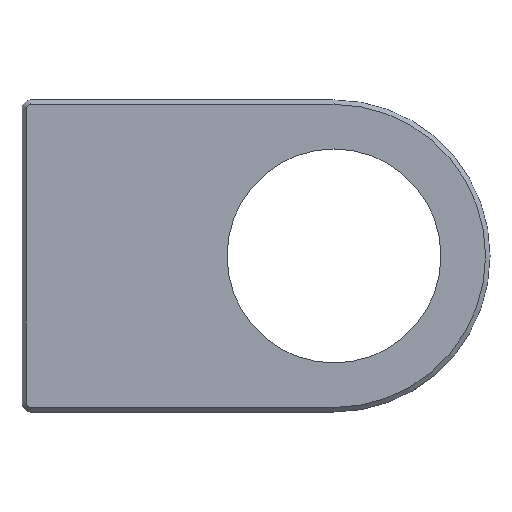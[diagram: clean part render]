
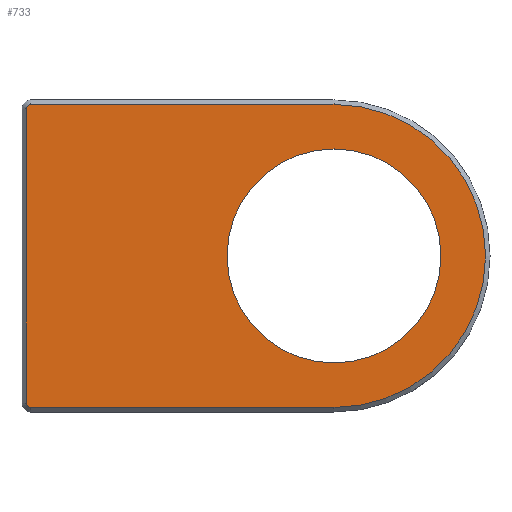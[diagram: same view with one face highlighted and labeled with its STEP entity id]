
A CAD part, top view. The second image highlights one B-rep face of the part: STEP entity #733.
In plain terms, the highlighted planar face has unit normal (0, 0, 1).
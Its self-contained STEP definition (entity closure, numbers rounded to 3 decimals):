
#4 = ORIENTED_EDGE ( 'NONE', *, *, #264, .F. ) ;
#19 = CARTESIAN_POINT ( 'NONE',  ( 0., 0., 5. ) ) ;
#20 = DIRECTION ( 'NONE',  ( -1., 0., 0. ) ) ;
#79 = VERTEX_POINT ( 'NONE', #875 ) ;
#94 = FACE_OUTER_BOUND ( 'NONE', #464, .T. ) ;
#109 = DIRECTION ( 'NONE',  ( 0., 0., 1. ) ) ;
#136 = EDGE_CURVE ( 'NONE', #79, #535, #178, .T. ) ;
#156 = VECTOR ( 'NONE', #20, 1000. ) ;
#163 = DIRECTION ( 'NONE',  ( 1., 0., 0. ) ) ;
#165 = ORIENTED_EDGE ( 'NONE', *, *, #136, .T. ) ;
#174 = VECTOR ( 'NONE', #222, 1000. ) ;
#175 = CIRCLE ( 'NONE', #927, 17. ) ;
#176 = FACE_BOUND ( 'NONE', #737, .T. ) ;
#178 = LINE ( 'NONE', #494, #799 ) ;
#179 = EDGE_CURVE ( 'NONE', #907, #332, #225, .T. ) ;
#188 = CIRCLE ( 'NONE', #683, 12. ) ;
#218 = VERTEX_POINT ( 'NONE', #653 ) ;
#222 = DIRECTION ( 'NONE',  ( 0., -1., 0. ) ) ;
#225 = CIRCLE ( 'NONE', #1004, 12. ) ;
#226 = CIRCLE ( 'NONE', #439, 0.5 ) ;
#229 = ORIENTED_EDGE ( 'NONE', *, *, #179, .F. ) ;
#232 = EDGE_CURVE ( 'NONE', #844, #218, #507, .T. ) ;
#252 = DIRECTION ( 'NONE',  ( 0., 0., 1. ) ) ;
#264 = EDGE_CURVE ( 'NONE', #332, #907, #188, .T. ) ;
#282 = CARTESIAN_POINT ( 'NONE',  ( -34., 17., 5. ) ) ;
#293 = CARTESIAN_POINT ( 'NONE',  ( -34.5, -16.5, 5. ) ) ;
#306 = DIRECTION ( 'NONE',  ( 1., 0., 0. ) ) ;
#315 = EDGE_CURVE ( 'NONE', #978, #811, #591, .T. ) ;
#323 = AXIS2_PLACEMENT_3D ( 'NONE', #405, #252, #163 ) ;
#332 = VERTEX_POINT ( 'NONE', #749 ) ;
#338 = EDGE_CURVE ( 'NONE', #811, #79, #226, .T. ) ;
#340 = CARTESIAN_POINT ( 'NONE',  ( 0., 0., 5. ) ) ;
#362 = CARTESIAN_POINT ( 'NONE',  ( -34.5, 16.5, 5. ) ) ;
#385 = ORIENTED_EDGE ( 'NONE', *, *, #338, .T. ) ;
#405 = CARTESIAN_POINT ( 'NONE',  ( -34., 16.5, 5. ) ) ;
#416 = DIRECTION ( 'NONE',  ( 1., 0., 0. ) ) ;
#425 = DIRECTION ( 'NONE',  ( 1., 0., 0. ) ) ;
#439 = AXIS2_PLACEMENT_3D ( 'NONE', #838, #998, #306 ) ;
#448 = CARTESIAN_POINT ( 'NONE',  ( -34.5, -16.5, 5. ) ) ;
#464 = EDGE_LOOP ( 'NONE', ( #639, #914, #867, #385, #165, #718 ) ) ;
#466 = EDGE_CURVE ( 'NONE', #535, #844, #175, .T. ) ;
#469 = CIRCLE ( 'NONE', #323, 0.5 ) ;
#488 = AXIS2_PLACEMENT_3D ( 'NONE', #19, #706, #1014 ) ;
#492 = PLANE ( 'NONE',  #488 ) ;
#494 = CARTESIAN_POINT ( 'NONE',  ( 0., -17., 5. ) ) ;
#507 = LINE ( 'NONE', #282, #156 ) ;
#535 = VERTEX_POINT ( 'NONE', #779 ) ;
#554 = EDGE_CURVE ( 'NONE', #218, #978, #469, .T. ) ;
#572 = DIRECTION ( 'NONE',  ( 0., 0., 1. ) ) ;
#588 = CARTESIAN_POINT ( 'NONE',  ( -12., 0., 5. ) ) ;
#591 = LINE ( 'NONE', #448, #174 ) ;
#617 = DIRECTION ( 'NONE',  ( 1., 0., 0. ) ) ;
#639 = ORIENTED_EDGE ( 'NONE', *, *, #232, .T. ) ;
#653 = CARTESIAN_POINT ( 'NONE',  ( -34., 17., 5. ) ) ;
#667 = CARTESIAN_POINT ( 'NONE',  ( 0., 0., 5. ) ) ;
#683 = AXIS2_PLACEMENT_3D ( 'NONE', #340, #109, #425 ) ;
#699 = CARTESIAN_POINT ( 'NONE',  ( 0., 0., 5. ) ) ;
#706 = DIRECTION ( 'NONE',  ( 0., 0., 1. ) ) ;
#718 = ORIENTED_EDGE ( 'NONE', *, *, #466, .T. ) ;
#733 = ADVANCED_FACE ( 'NONE', ( #176, #94 ), #492, .T. ) ;
#737 = EDGE_LOOP ( 'NONE', ( #4, #229 ) ) ;
#749 = CARTESIAN_POINT ( 'NONE',  ( 12., 0., 5. ) ) ;
#779 = CARTESIAN_POINT ( 'NONE',  ( 0., -17., 5. ) ) ;
#799 = VECTOR ( 'NONE', #416, 1000. ) ;
#811 = VERTEX_POINT ( 'NONE', #293 ) ;
#826 = CARTESIAN_POINT ( 'NONE',  ( 0., 17., 5. ) ) ;
#838 = CARTESIAN_POINT ( 'NONE',  ( -34., -16.5, 5. ) ) ;
#844 = VERTEX_POINT ( 'NONE', #826 ) ;
#867 = ORIENTED_EDGE ( 'NONE', *, *, #315, .T. ) ;
#875 = CARTESIAN_POINT ( 'NONE',  ( -34., -17., 5. ) ) ;
#907 = VERTEX_POINT ( 'NONE', #588 ) ;
#914 = ORIENTED_EDGE ( 'NONE', *, *, #554, .T. ) ;
#927 = AXIS2_PLACEMENT_3D ( 'NONE', #699, #1007, #617 ) ;
#963 = DIRECTION ( 'NONE',  ( 1., 0., 0. ) ) ;
#978 = VERTEX_POINT ( 'NONE', #362 ) ;
#998 = DIRECTION ( 'NONE',  ( 0., 0., 1. ) ) ;
#1004 = AXIS2_PLACEMENT_3D ( 'NONE', #667, #572, #963 ) ;
#1007 = DIRECTION ( 'NONE',  ( 0., 0., 1. ) ) ;
#1014 = DIRECTION ( 'NONE',  ( 1., 0., 0. ) ) ;
